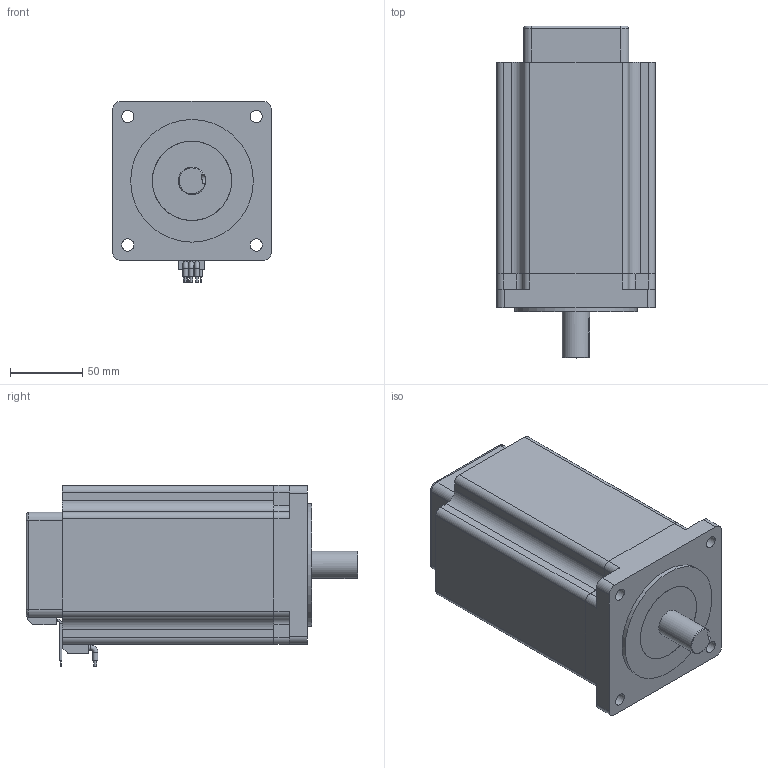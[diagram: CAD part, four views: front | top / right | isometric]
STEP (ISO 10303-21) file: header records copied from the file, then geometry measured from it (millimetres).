
FILE_DESCRIPTION(/* description */ ('Unknown'),/* implementation_level */ '2;1');
FILE_NAME(/* name */ 'GM110BLF 170-415',/* time_stamp */ '2024-04-07T22:01:15+03:00',/* author */ ('Unknown'),/* organization */ ('Unknown'),/* preprocessor_version */ 'ST-DEVELOPER v19.4',/* originating_system */ 'Solid Edge',/* authorisation */ 'Unknown');
FILE_SCHEMA (('AUTOMOTIVE_DESIGN {1 0 10303 214 3 1 1}'));
Length unit declared in the file: millimetre
Products named in the file (18): GM110BLF 170-415; Corp motor; Capac frontal; Garnitura ax; Ax motor; Capac spate ; Conexiune AWG 14; AWG14_Galben; AWG14_Verde; AWG14_Albastru; Conexiune AWG 24; AWG24_Galben; AWG24_Albastru; AWG24_Verde; AWG24_Rosu; AWG24_Generic; AWG14 Conductor; AWG24 Conductor
Assembly tree (29 placements, depth 2):
  GM110BLF 170-415
    Corp motor
    Capac frontal
    Garnitura ax
    Ax motor
    Capac spate 
    Conexiune AWG 14
    AWG14_Galben
    AWG14_Verde
    AWG14_Albastru
    Conexiune AWG 24
    AWG24_Galben
    AWG24_Albastru
    AWG24_Verde
    AWG24_Rosu
    AWG24_Generic
    AWG14 Conductor  x5
    AWG24 Conductor  x9
Bounding box: 110 x 230 x 125.5 mm (x, y, z)
Volume: 2006361.8 mm3; surface area: 149020.7 mm2
Topology: 29 solids, 29 shells, 228 faces, 466 edges, 306 vertices
Faces by surface type: plane 113, cylinder 88, cone 15, torus 12
Full cylindrical faces by diameter (mm): 0.58 x9, 1.6 x15, 1.85 x5, 3.5 x9, 8.5 x4, 19 x2, 55 x2, 85 x1
Entity records: 5219 total; most frequent: DIRECTION 911, CARTESIAN_POINT 803, ORIENTED_EDGE 672, AXIS2_PLACEMENT_3D 368, EDGE_CURVE 336, VERTEX_POINT 245, EDGE_LOOP 245, FACE_BOUND 245
